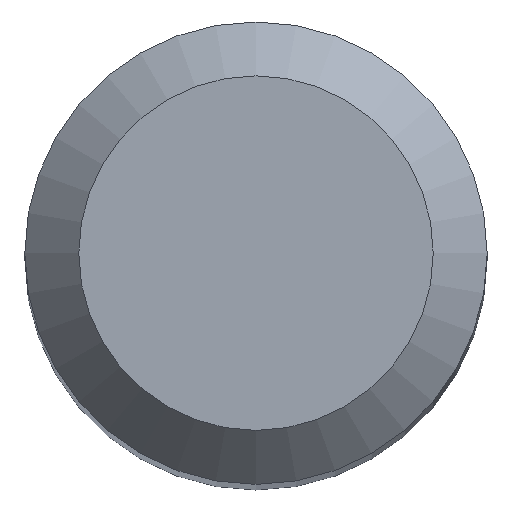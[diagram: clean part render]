
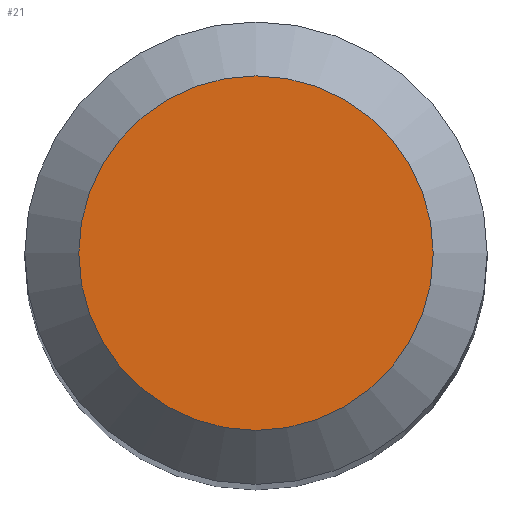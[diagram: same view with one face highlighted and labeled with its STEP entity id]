
A CAD part, top view. The second image highlights one B-rep face of the part: STEP entity #21.
In plain terms, the highlighted planar face has unit normal (0, 0, 1).
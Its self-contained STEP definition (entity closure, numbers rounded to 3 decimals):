
#1 = EDGE_LOOP ( 'NONE', ( #212 ) ) ;
#9 = DIRECTION ( 'NONE',  ( 0., 1., 0. ) ) ;
#13 = CIRCLE ( 'NONE', #223, 2.3 ) ;
#21 = ADVANCED_FACE ( 'NONE', ( #96 ), #94, .F. ) ;
#48 = VERTEX_POINT ( 'NONE', #133 ) ;
#94 = PLANE ( 'NONE',  #130 ) ;
#96 = FACE_OUTER_BOUND ( 'NONE', #1, .T. ) ;
#130 = AXIS2_PLACEMENT_3D ( 'NONE', #238, #134, #9 ) ;
#133 = CARTESIAN_POINT ( 'NONE',  ( 0., 2.3, 79. ) ) ;
#134 = DIRECTION ( 'NONE',  ( 0., 0., -1. ) ) ;
#206 = DIRECTION ( 'NONE',  ( 0., 1., 0. ) ) ;
#212 = ORIENTED_EDGE ( 'NONE', *, *, #220, .F. ) ;
#220 = EDGE_CURVE ( 'NONE', #48, #48, #13, .T. ) ;
#223 = AXIS2_PLACEMENT_3D ( 'NONE', #232, #254, #206 ) ;
#232 = CARTESIAN_POINT ( 'NONE',  ( 0., 0., 79. ) ) ;
#238 = CARTESIAN_POINT ( 'NONE',  ( 0., 0., 79. ) ) ;
#254 = DIRECTION ( 'NONE',  ( 0., 0., -1. ) ) ;
